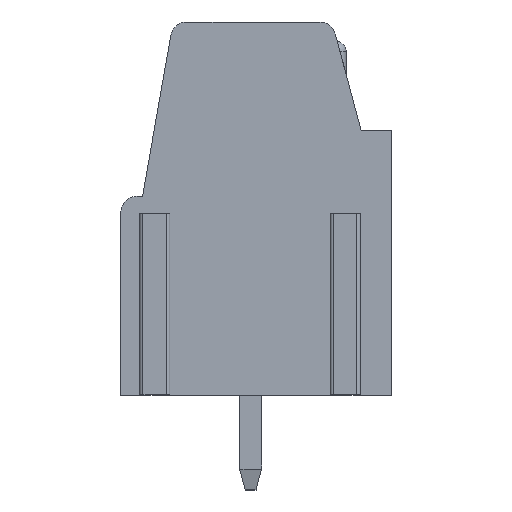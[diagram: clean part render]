
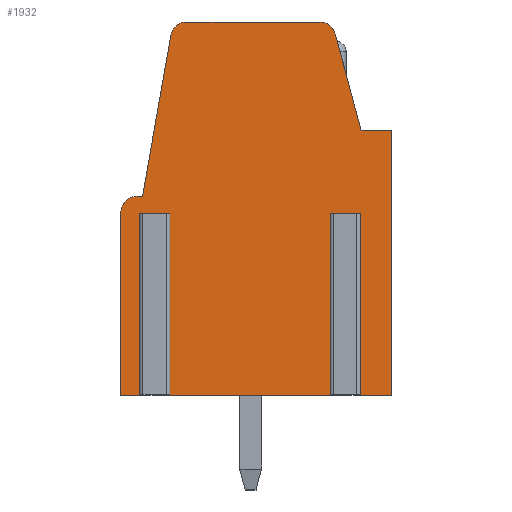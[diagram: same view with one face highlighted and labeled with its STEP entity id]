
A CAD part, top view. The second image highlights one B-rep face of the part: STEP entity #1932.
In plain terms, the highlighted planar face has unit normal (0, 0, 1).
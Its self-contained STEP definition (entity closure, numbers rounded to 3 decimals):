
#13=DIRECTION('',(-1.,0.,0.));
#14=VECTOR('',#13,0.62);
#15=CARTESIAN_POINT('',(3.61,-0.65,7.62));
#16=LINE('',#15,#14);
#17=DIRECTION('',(0.,1.,0.));
#18=VECTOR('',#17,6.7);
#19=CARTESIAN_POINT('',(2.99,-7.35,7.62));
#20=LINE('',#19,#18);
#21=DIRECTION('',(1.,0.,0.));
#22=VECTOR('',#21,6.43);
#23=CARTESIAN_POINT('',(-3.44,-7.35,7.62));
#24=LINE('',#23,#22);
#25=DIRECTION('',(0.,1.,0.));
#26=VECTOR('',#25,6.7);
#27=CARTESIAN_POINT('',(-3.44,-7.35,7.62));
#28=LINE('',#27,#26);
#29=DIRECTION('',(-1.,0.,0.));
#30=VECTOR('',#29,0.62);
#31=CARTESIAN_POINT('',(-3.44,-0.65,7.62));
#32=LINE('',#31,#30);
#33=DIRECTION('',(0.,1.,0.));
#34=VECTOR('',#33,6.7);
#35=CARTESIAN_POINT('',(-4.06,-7.35,7.62));
#36=LINE('',#35,#34);
#37=DIRECTION('',(1.,0.,0.));
#38=VECTOR('',#37,0.94);
#39=CARTESIAN_POINT('',(-5.,-7.35,7.62));
#40=LINE('',#39,#38);
#41=DIRECTION('',(0.,-1.,0.));
#42=VECTOR('',#41,6.75);
#43=CARTESIAN_POINT('',(-5.,-0.6,7.62));
#44=LINE('',#43,#42);
#45=CARTESIAN_POINT('',(-4.4,-0.6,7.62));
#46=DIRECTION('',(0.,0.,1.));
#47=DIRECTION('',(0.,1.,0.));
#48=AXIS2_PLACEMENT_3D('',#45,#46,#47);
#50=DIRECTION('',(-1.,0.,0.));
#51=VECTOR('',#50,0.2);
#52=CARTESIAN_POINT('',(-4.2,0.,7.62));
#53=LINE('',#52,#51);
#54=DIRECTION('',(-0.174,-0.985,0.));
#55=VECTOR('',#54,6.046);
#56=CARTESIAN_POINT('',(-3.15,5.954,7.62));
#57=LINE('',#56,#55);
#58=CARTESIAN_POINT('',(-2.559,5.85,7.62));
#59=DIRECTION('',(0.,0.,1.));
#60=DIRECTION('',(0.,1.,0.));
#61=AXIS2_PLACEMENT_3D('',#58,#59,#60);
#63=DIRECTION('',(-1.,0.,0.));
#64=VECTOR('',#63,4.917);
#65=CARTESIAN_POINT('',(2.358,6.45,7.62));
#66=LINE('',#65,#64);
#67=CARTESIAN_POINT('',(2.358,5.85,7.62));
#68=DIRECTION('',(0.,0.,1.));
#69=DIRECTION('',(0.966,0.259,0.));
#70=AXIS2_PLACEMENT_3D('',#67,#68,#69);
#72=DIRECTION('',(-0.259,0.966,0.));
#73=VECTOR('',#72,3.681);
#74=CARTESIAN_POINT('',(3.89,2.45,7.62));
#75=LINE('',#74,#73);
#76=DIRECTION('',(-1.,0.,0.));
#77=VECTOR('',#76,1.11);
#78=CARTESIAN_POINT('',(5.,2.45,7.62));
#79=LINE('',#78,#77);
#80=DIRECTION('',(0.,1.,0.));
#81=VECTOR('',#80,9.8);
#82=CARTESIAN_POINT('',(5.,-7.35,7.62));
#83=LINE('',#82,#81);
#84=DIRECTION('',(1.,0.,0.));
#85=VECTOR('',#84,1.39);
#86=CARTESIAN_POINT('',(3.61,-7.35,7.62));
#87=LINE('',#86,#85);
#88=DIRECTION('',(0.,1.,0.));
#89=VECTOR('',#88,6.7);
#90=CARTESIAN_POINT('',(3.61,-7.35,7.62));
#91=LINE('',#90,#89);
#1487=CARTESIAN_POINT('',(-5.,-0.6,7.62));
#1488=CARTESIAN_POINT('',(-5.,-7.35,7.62));
#1489=VERTEX_POINT('',#1487);
#1490=VERTEX_POINT('',#1488);
#1491=CARTESIAN_POINT('',(5.,-7.35,7.62));
#1492=CARTESIAN_POINT('',(5.,2.45,7.62));
#1493=VERTEX_POINT('',#1491);
#1494=VERTEX_POINT('',#1492);
#1495=CARTESIAN_POINT('',(3.89,2.45,7.62));
#1496=VERTEX_POINT('',#1495);
#1497=CARTESIAN_POINT('',(2.937,6.005,7.62));
#1498=VERTEX_POINT('',#1497);
#1499=CARTESIAN_POINT('',(2.358,6.45,7.62));
#1500=VERTEX_POINT('',#1499);
#1501=CARTESIAN_POINT('',(-2.559,6.45,7.62));
#1502=VERTEX_POINT('',#1501);
#1503=CARTESIAN_POINT('',(-3.15,5.954,7.62));
#1504=VERTEX_POINT('',#1503);
#1505=CARTESIAN_POINT('',(-4.2,0.,7.62));
#1506=VERTEX_POINT('',#1505);
#1507=CARTESIAN_POINT('',(-4.4,0.,7.62));
#1508=VERTEX_POINT('',#1507);
#1627=CARTESIAN_POINT('',(3.61,-0.65,7.62));
#1628=CARTESIAN_POINT('',(2.99,-0.65,7.62));
#1629=VERTEX_POINT('',#1627);
#1630=VERTEX_POINT('',#1628);
#1631=CARTESIAN_POINT('',(-3.44,-0.65,7.62));
#1632=CARTESIAN_POINT('',(-4.06,-0.65,7.62));
#1633=VERTEX_POINT('',#1631);
#1634=VERTEX_POINT('',#1632);
#1635=CARTESIAN_POINT('',(-4.06,-7.35,7.62));
#1636=VERTEX_POINT('',#1635);
#1637=CARTESIAN_POINT('',(-3.44,-7.35,7.62));
#1638=VERTEX_POINT('',#1637);
#1639=CARTESIAN_POINT('',(3.61,-7.35,7.62));
#1640=VERTEX_POINT('',#1639);
#1641=CARTESIAN_POINT('',(2.99,-7.35,7.62));
#1642=VERTEX_POINT('',#1641);
#1887=CARTESIAN_POINT('',(0.,0.,7.62));
#1888=DIRECTION('',(0.,0.,1.));
#1889=DIRECTION('',(1.,0.,0.));
#1890=AXIS2_PLACEMENT_3D('',#1887,#1888,#1889);
#1891=PLANE('',#1890);
#1893=ORIENTED_EDGE('',*,*,#1892,.T.);
#1895=ORIENTED_EDGE('',*,*,#1894,.F.);
#1897=ORIENTED_EDGE('',*,*,#1896,.F.);
#1899=ORIENTED_EDGE('',*,*,#1898,.T.);
#1901=ORIENTED_EDGE('',*,*,#1900,.T.);
#1903=ORIENTED_EDGE('',*,*,#1902,.F.);
#1905=ORIENTED_EDGE('',*,*,#1904,.F.);
#1907=ORIENTED_EDGE('',*,*,#1906,.F.);
#1909=ORIENTED_EDGE('',*,*,#1908,.F.);
#1911=ORIENTED_EDGE('',*,*,#1910,.F.);
#1913=ORIENTED_EDGE('',*,*,#1912,.F.);
#1915=ORIENTED_EDGE('',*,*,#1914,.F.);
#1917=ORIENTED_EDGE('',*,*,#1916,.F.);
#1919=ORIENTED_EDGE('',*,*,#1918,.F.);
#1921=ORIENTED_EDGE('',*,*,#1920,.F.);
#1923=ORIENTED_EDGE('',*,*,#1922,.F.);
#1925=ORIENTED_EDGE('',*,*,#1924,.F.);
#1927=ORIENTED_EDGE('',*,*,#1926,.F.);
#1929=ORIENTED_EDGE('',*,*,#1928,.T.);
#1930=EDGE_LOOP('',(#1893,#1895,#1897,#1899,#1901,#1903,#1905,#1907,#1909,#1911,
#1913,#1915,#1917,#1919,#1921,#1923,#1925,#1927,#1929));
#1931=FACE_OUTER_BOUND('',#1930,.F.);
#49=CIRCLE('',#48,0.6);
#62=CIRCLE('',#61,0.6);
#71=CIRCLE('',#70,0.6);
#1892=EDGE_CURVE('',#1629,#1630,#16,.T.);
#1894=EDGE_CURVE('',#1642,#1630,#20,.T.);
#1896=EDGE_CURVE('',#1638,#1642,#24,.T.);
#1898=EDGE_CURVE('',#1638,#1633,#28,.T.);
#1900=EDGE_CURVE('',#1633,#1634,#32,.T.);
#1902=EDGE_CURVE('',#1636,#1634,#36,.T.);
#1904=EDGE_CURVE('',#1490,#1636,#40,.T.);
#1906=EDGE_CURVE('',#1489,#1490,#44,.T.);
#1908=EDGE_CURVE('',#1508,#1489,#49,.T.);
#1910=EDGE_CURVE('',#1506,#1508,#53,.T.);
#1912=EDGE_CURVE('',#1504,#1506,#57,.T.);
#1914=EDGE_CURVE('',#1502,#1504,#62,.T.);
#1916=EDGE_CURVE('',#1500,#1502,#66,.T.);
#1918=EDGE_CURVE('',#1498,#1500,#71,.T.);
#1920=EDGE_CURVE('',#1496,#1498,#75,.T.);
#1922=EDGE_CURVE('',#1494,#1496,#79,.T.);
#1924=EDGE_CURVE('',#1493,#1494,#83,.T.);
#1926=EDGE_CURVE('',#1640,#1493,#87,.T.);
#1928=EDGE_CURVE('',#1640,#1629,#91,.T.);
#1932=ADVANCED_FACE('',(#1931),#1891,.T.);
